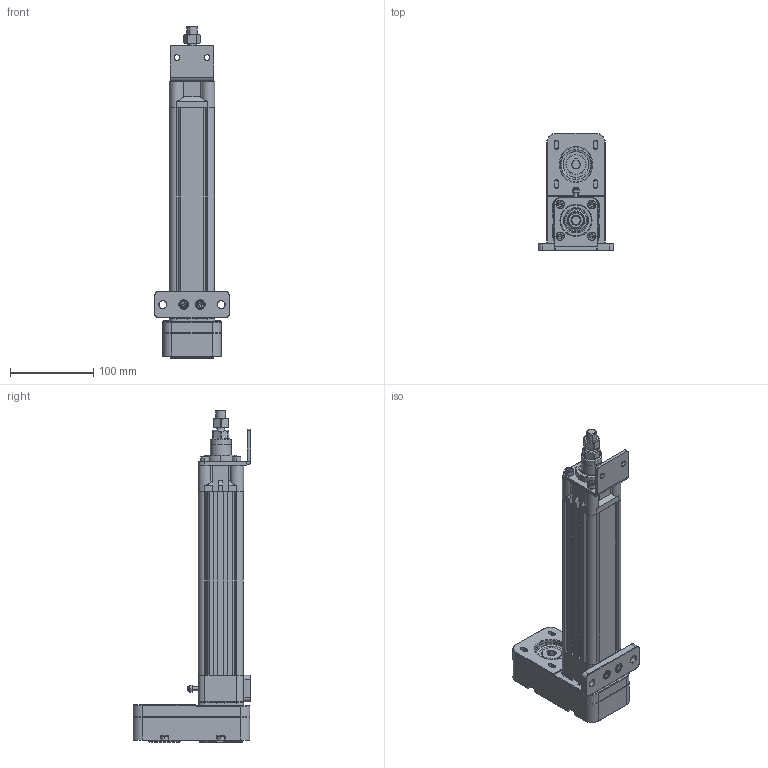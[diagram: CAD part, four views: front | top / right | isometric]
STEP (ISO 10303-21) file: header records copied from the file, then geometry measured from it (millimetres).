
FILE_DESCRIPTION (( 'STEP AP214' ), '1' );
FILE_NAME ('HBAC55 (CONFIGURABLE).STEP', '2024-03-01T09:41:14', ( '' ), ( '' ), 'SwSTEP 2.0', 'SolidWorks 2023', '' );
FILE_SCHEMA (( 'AUTOMOTIVE_DESIGN' ));
Length unit declared in the file: millimetre
Products named in the file (19): HBAC55-Back piece 2_Hole; HBAC55-M5x25; HBAC55-M5x12; HBAC55-Main body_Hole L220; HBAC55-Piston core; HBAV55-POMLUOSIM5X20_AF4; HBAC55-Foot back; HBAC55-Foot front; HBAC55-NUT M12x1,25; HBAC55-Piston front; HBAC55-Back type-2; HBAC55 (CONFIGURABLE); HBAC55-Housing_L220; HBAC55-M6x16; HBAC55-Front seal; HBAC55-Shaft input T2; HBAC55-Back piece T2; HBAC55-Back piece2 T2; HBAC55-Front flange_No hole
Assembly tree (26 placements, depth 3):
  HBAC55 (CONFIGURABLE)
    HBAC55-Main body_Hole L220
      HBAC55-Back piece 2_Hole
      HBAC55-Housing_L220
      HBAC55-Front flange_No hole
      HBAC55-Foot back
      HBAC55-Foot front
      HBAC55-Front seal
      HBAC55-Piston core
      HBAC55-Piston front
      HBAC55-NUT M12x1,25
      HBAC55-M5x12  x2
      HBAC55-M6x16  x4
    HBAC55-Back type-2
      HBAC55-Back piece2 T2
      HBAC55-Back piece T2
      HBAC55-Shaft input T2
      HBAC55-M5x25  x5
    HBAV55-POMLUOSIM5X20_AF4
Bounding box: 90 x 141 x 398 mm (x, y, z)
Volume: 710309.5 mm3; surface area: 291163.4 mm2
Topology: 24 solids, 24 shells, 2089 faces, 5023 edges, 2998 vertices
Faces by surface type: cylinder 810, plane 695, cone 328, torus 234, bspline 22
Entity records: 53334 total; most frequent: CARTESIAN_POINT 11813, DIRECTION 9128, ORIENTED_EDGE 8262, EDGE_CURVE 4131, AXIS2_PLACEMENT_3D 3520, VERTEX_POINT 2506, VECTOR 2088, LINE 2088
